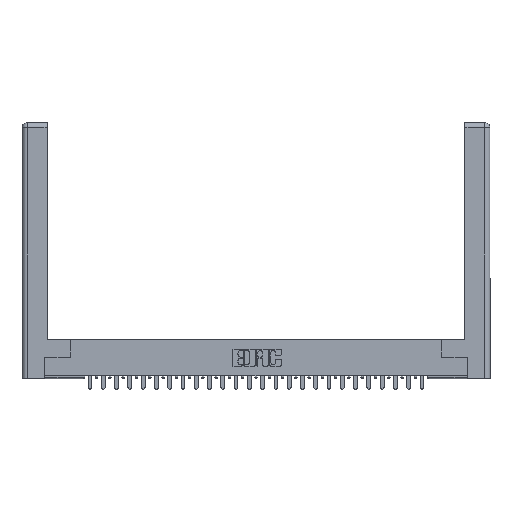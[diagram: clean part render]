
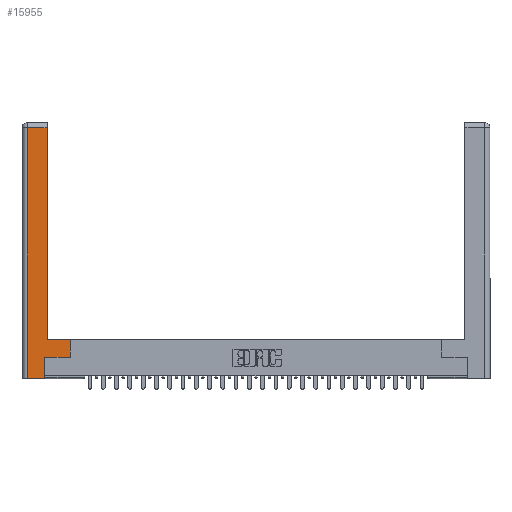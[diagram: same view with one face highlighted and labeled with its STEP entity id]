
A CAD part, top view. The second image highlights one B-rep face of the part: STEP entity #15955.
In plain terms, the highlighted planar face has unit normal (0, 0, 1).
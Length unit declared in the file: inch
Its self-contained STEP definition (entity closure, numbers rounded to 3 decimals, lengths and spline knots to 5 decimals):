
#634 = CARTESIAN_POINT ( 'NONE',  ( 0.265, 0., 0. ) ) ;
#2427 = CARTESIAN_POINT ( 'NONE',  ( 0.295, 0.45, 0. ) ) ;
#2475 = CARTESIAN_POINT ( 'NONE',  ( 0.0615, 2.94, 0. ) ) ;
#4313 = CARTESIAN_POINT ( 'NONE',  ( 0.295, 3., 0. ) ) ;
#5333 = ORIENTED_EDGE ( 'NONE', *, *, #20939, .T. ) ;
#6586 = VECTOR ( 'NONE', #31124, 39.37008 ) ;
#6654 = DIRECTION ( 'NONE',  ( 0., 1., 0. ) ) ;
#6672 = VERTEX_POINT ( 'NONE', #16243 ) ;
#7221 = ORIENTED_EDGE ( 'NONE', *, *, #16797, .T. ) ;
#7997 = VERTEX_POINT ( 'NONE', #21779 ) ;
#8883 = VERTEX_POINT ( 'NONE', #26669 ) ;
#10076 = DIRECTION ( 'NONE',  ( -1., 0., 0. ) ) ;
#10119 = DIRECTION ( 'NONE',  ( 1., 0., 0. ) ) ;
#10801 = EDGE_LOOP ( 'NONE', ( #19549, #15349, #19973, #19504, #31632, #7221, #5333, #17478 ) ) ;
#12276 = LINE ( 'NONE', #19677, #31605 ) ;
#12504 = CARTESIAN_POINT ( 'NONE',  ( 0.265, 0.245, 0. ) ) ;
#12798 = VECTOR ( 'NONE', #10119, 39.37008 ) ;
#13001 = LINE ( 'NONE', #2427, #16921 ) ;
#13646 = EDGE_CURVE ( 'NONE', #6672, #13728, #12276, .T. ) ;
#13728 = VERTEX_POINT ( 'NONE', #17693 ) ;
#13927 = DIRECTION ( 'NONE',  ( -1., 0., 0. ) ) ;
#14585 = EDGE_CURVE ( 'NONE', #27696, #8883, #28370, .T. ) ;
#15108 = LINE ( 'NONE', #4313, #31230 ) ;
#15236 = VERTEX_POINT ( 'NONE', #30219 ) ;
#15349 = ORIENTED_EDGE ( 'NONE', *, *, #25253, .T. ) ;
#15658 = LINE ( 'NONE', #634, #6586 ) ;
#15955 = ADVANCED_FACE ( 'NONE', ( #23136 ), #26473, .F. ) ;
#15969 = CARTESIAN_POINT ( 'NONE',  ( 0.565, 0.45, 0. ) ) ;
#16243 = CARTESIAN_POINT ( 'NONE',  ( 0.0615, 2.94, 0. ) ) ;
#16797 = EDGE_CURVE ( 'NONE', #8883, #15236, #30949, .T. ) ;
#16921 = VECTOR ( 'NONE', #17613, 39.37008 ) ;
#17196 = AXIS2_PLACEMENT_3D ( 'NONE', #19076, #26267, #13927 ) ;
#17478 = ORIENTED_EDGE ( 'NONE', *, *, #26436, .T. ) ;
#17604 = CARTESIAN_POINT ( 'NONE',  ( 0.565, 0.245, 0. ) ) ;
#17613 = DIRECTION ( 'NONE',  ( -1., 0., 0. ) ) ;
#17693 = CARTESIAN_POINT ( 'NONE',  ( 0.0615, 0., 0. ) ) ;
#18478 = VECTOR ( 'NONE', #27716, 39.37008 ) ;
#18819 = EDGE_CURVE ( 'NONE', #23605, #7997, #15108, .T. ) ;
#19076 = CARTESIAN_POINT ( 'NONE',  ( 0., 0., 0. ) ) ;
#19504 = ORIENTED_EDGE ( 'NONE', *, *, #22467, .T. ) ;
#19549 = ORIENTED_EDGE ( 'NONE', *, *, #18819, .T. ) ;
#19677 = CARTESIAN_POINT ( 'NONE',  ( 0.0615, 0., 0. ) ) ;
#19896 = DIRECTION ( 'NONE',  ( 0., -1., 0. ) ) ;
#19973 = ORIENTED_EDGE ( 'NONE', *, *, #13646, .T. ) ;
#20939 = EDGE_CURVE ( 'NONE', #15236, #23075, #24420, .T. ) ;
#21039 = CARTESIAN_POINT ( 'NONE',  ( 0.265, 0., 0. ) ) ;
#21779 = CARTESIAN_POINT ( 'NONE',  ( 0.295, 2.94, 0. ) ) ;
#21820 = CARTESIAN_POINT ( 'NONE',  ( 0.565, 0.45, 0. ) ) ;
#22467 = EDGE_CURVE ( 'NONE', #13728, #27696, #15658, .T. ) ;
#23075 = VERTEX_POINT ( 'NONE', #21820 ) ;
#23136 = FACE_OUTER_BOUND ( 'NONE', #10801, .T. ) ;
#23605 = VERTEX_POINT ( 'NONE', #27993 ) ;
#24420 = LINE ( 'NONE', #15969, #31084 ) ;
#25253 = EDGE_CURVE ( 'NONE', #7997, #6672, #27257, .T. ) ;
#26267 = DIRECTION ( 'NONE',  ( 0., 0., -1. ) ) ;
#26436 = EDGE_CURVE ( 'NONE', #23075, #23605, #13001, .T. ) ;
#26473 = PLANE ( 'NONE',  #17196 ) ;
#26476 = VECTOR ( 'NONE', #10076, 39.37008 ) ;
#26669 = CARTESIAN_POINT ( 'NONE',  ( 0.265, 0.245, 0. ) ) ;
#27257 = LINE ( 'NONE', #2475, #26476 ) ;
#27696 = VERTEX_POINT ( 'NONE', #21039 ) ;
#27716 = DIRECTION ( 'NONE',  ( 0., 1., 0. ) ) ;
#27993 = CARTESIAN_POINT ( 'NONE',  ( 0.295, 0.45, 0. ) ) ;
#28370 = LINE ( 'NONE', #12504, #18478 ) ;
#30219 = CARTESIAN_POINT ( 'NONE',  ( 0.565, 0.245, 0. ) ) ;
#30949 = LINE ( 'NONE', #17604, #12798 ) ;
#31084 = VECTOR ( 'NONE', #31274, 39.37008 ) ;
#31124 = DIRECTION ( 'NONE',  ( 1., 0., 0. ) ) ;
#31230 = VECTOR ( 'NONE', #6654, 39.37008 ) ;
#31274 = DIRECTION ( 'NONE',  ( 0., 1., 0. ) ) ;
#31605 = VECTOR ( 'NONE', #19896, 39.37008 ) ;
#31632 = ORIENTED_EDGE ( 'NONE', *, *, #14585, .T. ) ;
